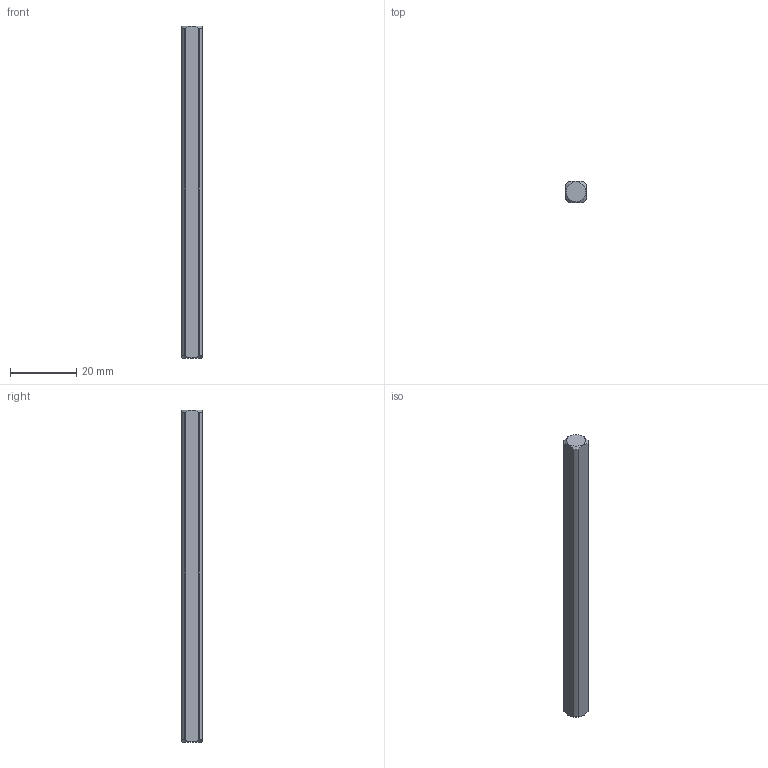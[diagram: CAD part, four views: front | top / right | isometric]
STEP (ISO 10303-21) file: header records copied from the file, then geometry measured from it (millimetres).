
FILE_DESCRIPTION(/* description */ ('STEP AP203'),/* implementation_level */ '2;1');
FILE_NAME(/* name */ 'High Strength Axle 4in.ipt.step',/* time_stamp */ '2020-04-16T22:53:43-04:00',/* author */ (''),/* organization */ (''),/* preprocessor_version */ 'ST-DEVELOPER v17',/* originating_system */ 'Autodesk Inventor 2019',/* authorisation */ '');
FILE_SCHEMA (('AUTOMOTIVE_DESIGN { 1 0 10303 214 3 1 1 }'));
Length unit declared in the file: millimetre
Products named in the file (1): High Strength Axle 4in
Bounding box: 6.35 x 6.35 x 100.6 mm (x, y, z)
Volume: 3851.8 mm3; surface area: 2368.6 mm2
Topology: 1 solids, 1 shells, 20 faces, 50 edges, 34 vertices
Faces by surface type: cylinder 12, plane 6, sphere 2
Entity records: 727 total; most frequent: CARTESIAN_POINT 217, ORIENTED_EDGE 100, DIRECTION 94, EDGE_CURVE 50, AXIS2_PLACEMENT_3D 39, VERTEX_POINT 34, EDGE_LOOP 22, FACE_OUTER_BOUND 20
